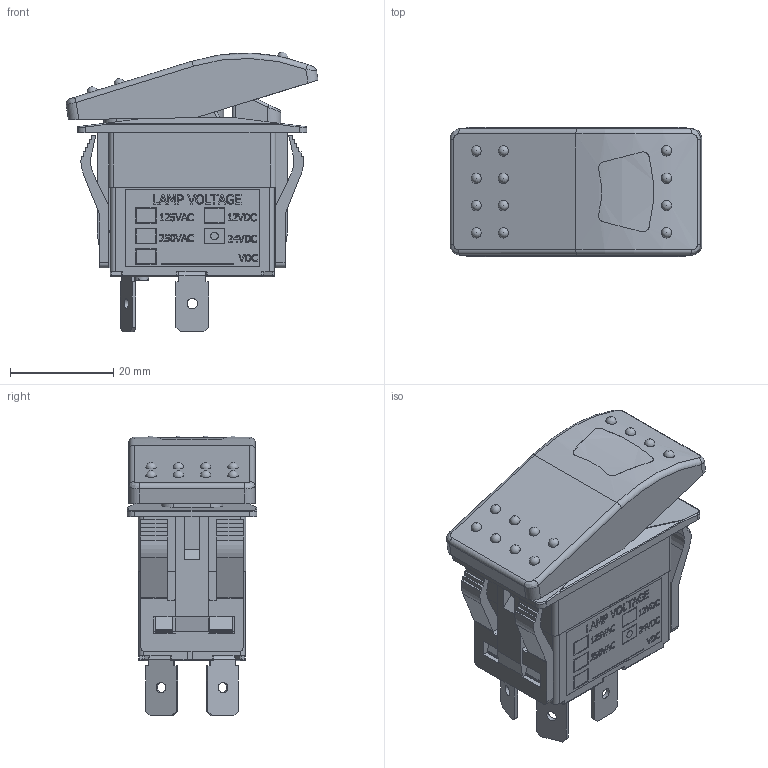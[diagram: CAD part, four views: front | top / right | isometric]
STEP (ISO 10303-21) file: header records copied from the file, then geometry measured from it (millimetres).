
FILE_DESCRIPTION(/* description */ (''),/* implementation_level */ '2;1');
FILE_NAME(/* name */ 'R714FE1-SXXXxxDxNX.stp',/* time_stamp */ '2025-06-02T14:30:47-05:00',/* author */ ('mroman'),/* organization */ (''),/* preprocessor_version */ 'ST-DEVELOPER v18.1',/* originating_system */ 'Autodesk Inventor 2022',/* authorisation */ '');
FILE_SCHEMA (('AUTOMOTIVE_DESIGN { 1 0 10303 214 3 1 1 }'));
Length unit declared in the file: centimetre
Products named in the file (1): R714FE1-SXXXxxDxNX
Bounding box: 48.87 x 25.15 x 54.28 mm (x, y, z)
Volume: 15005.3 mm3; surface area: 17415.2 mm2
Topology: 2 solids, 2 shells, 1487 faces, 4074 edges, 2634 vertices
Faces by surface type: plane 812, bspline 313, cylinder 299, sphere 43, torus 17, cone 3
Full cylindrical faces by diameter (mm): 1 x2, 1.5 x1, 1.9 x1, 2 x11, 2.8 x3, 5 x2, 6.4 x1, 7 x2
Entity records: 50031 total; most frequent: CARTESIAN_POINT 13999, ORIENTED_EDGE 8074, DIRECTION 6444, EDGE_CURVE 4037, LINE 2652, VECTOR 2652, VERTEX_POINT 2636, AXIS2_PLACEMENT_3D 1896
